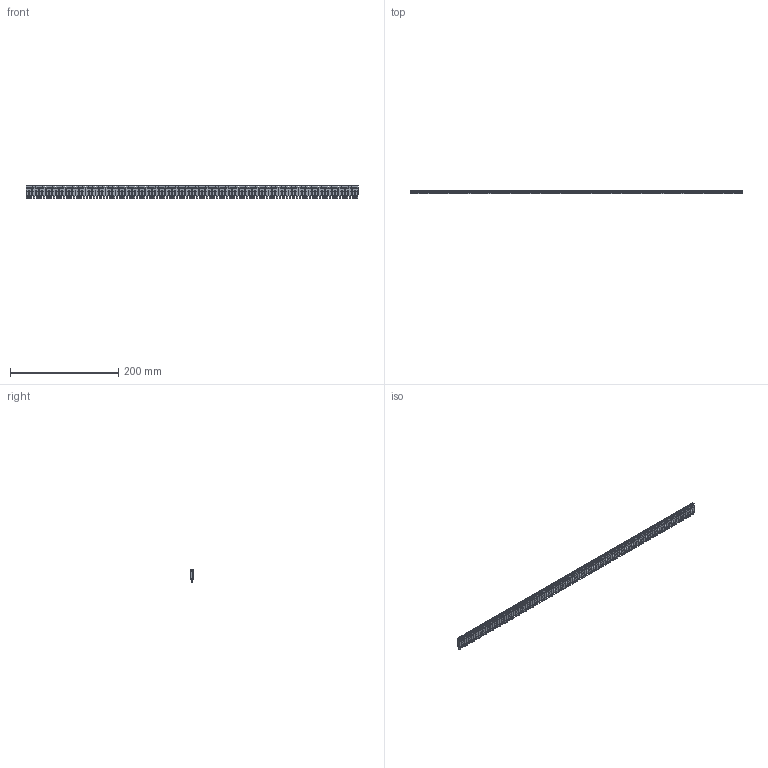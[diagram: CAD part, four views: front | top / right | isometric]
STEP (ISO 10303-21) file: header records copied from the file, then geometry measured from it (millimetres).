
FILE_DESCRIPTION(('Creo Elements/Direct Modeling STEP Export'),'2;1');
FILE_NAME('model.stp','2018-03-06T12:25:34',(''),(''),'Creo Elements/Direct Modeling STEP processor for AP214 (Solid Model)','Creo Elements/Direct Modeling 18.1I 14-Aug-2016 (C) Parametric Technology GmbH','');
FILE_SCHEMA(('AUTOMOTIVE_DESIGN { 1 0 10303 214 1 1 1 1 }'));
Products named in the file (2): LB_100-6_GY-select
Assembly tree (1 placements, depth 2):
  LB_100-6_GY-select
    LB_100-6_GY-select
Bounding box: 613.6 x 5.92 x 23.6 mm (x, y, z)
Volume: 44123.8 mm3; surface area: 62988.2 mm2
Topology: 1 solids, 1 shells, 4248 faces, 11138 edges, 7292 vertices
Faces by surface type: plane 3448, cylinder 800
Entity records: 149105 total; most frequent: ORIENTED_EDGE 22276, CARTESIAN_POINT 19654, DIRECTION 16522, EDGE_CURVE 11138, VECTOR 8202, LINE 8202, VERTEX_POINT 7292, EDGE_LOOP 4648
